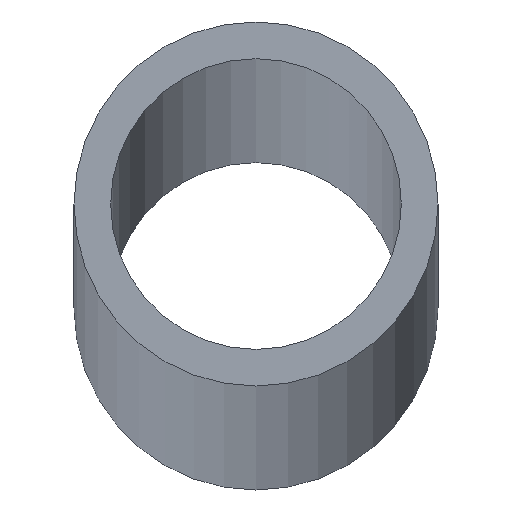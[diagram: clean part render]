
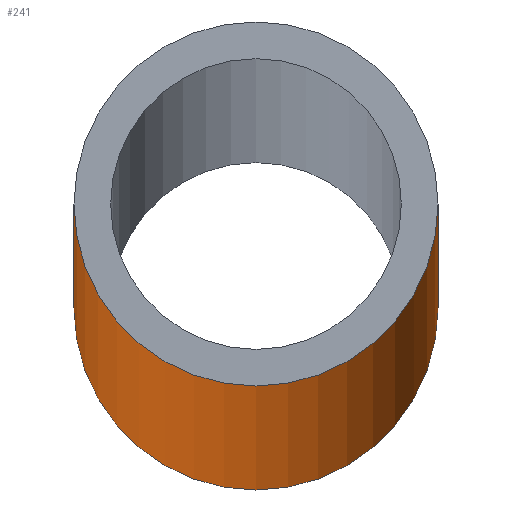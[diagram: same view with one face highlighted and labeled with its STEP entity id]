
A CAD part, top view. The second image highlights one B-rep face of the part: STEP entity #241.
In plain terms, the highlighted cylindrical face has radius 16.764 mm (diameter 33.528 mm), a partial arc.
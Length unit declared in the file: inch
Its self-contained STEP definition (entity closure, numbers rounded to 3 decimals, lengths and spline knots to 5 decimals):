
#7 = VERTEX_POINT ( 'NONE', #149 ) ;
#22 = VECTOR ( 'NONE', #123, 39.37008 ) ;
#29 = FACE_OUTER_BOUND ( 'NONE', #195, .T. ) ;
#31 = DIRECTION ( 'NONE',  ( 0., 0., 1. ) ) ;
#33 = CARTESIAN_POINT ( 'NONE',  ( 0.66, 0., 216. ) ) ;
#42 = ORIENTED_EDGE ( 'NONE', *, *, #147, .F. ) ;
#43 = CIRCLE ( 'NONE', #177, 0.66 ) ;
#48 = CARTESIAN_POINT ( 'NONE',  ( -0.66, 0., 216. ) ) ;
#53 = CYLINDRICAL_SURFACE ( 'NONE', #76, 0.66 ) ;
#63 = CARTESIAN_POINT ( 'NONE',  ( -0.66, 0., 0. ) ) ;
#65 = EDGE_CURVE ( 'NONE', #134, #79, #43, .T. ) ;
#66 = CARTESIAN_POINT ( 'NONE',  ( 0.66, 0., 0. ) ) ;
#73 = DIRECTION ( 'NONE',  ( -1., 0., 0. ) ) ;
#76 = AXIS2_PLACEMENT_3D ( 'NONE', #124, #165, #73 ) ;
#79 = VERTEX_POINT ( 'NONE', #66 ) ;
#86 = DIRECTION ( 'NONE',  ( 0., 0., -1. ) ) ;
#100 = ORIENTED_EDGE ( 'NONE', *, *, #211, .F. ) ;
#122 = DIRECTION ( 'NONE',  ( 1., 0., 0. ) ) ;
#123 = DIRECTION ( 'NONE',  ( 0., 0., -1. ) ) ;
#124 = CARTESIAN_POINT ( 'NONE',  ( 0., 0., 216. ) ) ;
#125 = AXIS2_PLACEMENT_3D ( 'NONE', #200, #182, #159 ) ;
#134 = VERTEX_POINT ( 'NONE', #63 ) ;
#135 = ORIENTED_EDGE ( 'NONE', *, *, #65, .T. ) ;
#139 = CARTESIAN_POINT ( 'NONE',  ( 0.66, 0., 216. ) ) ;
#147 = EDGE_CURVE ( 'NONE', #7, #153, #244, .T. ) ;
#149 = CARTESIAN_POINT ( 'NONE',  ( -0.66, 0., 216. ) ) ;
#153 = VERTEX_POINT ( 'NONE', #33 ) ;
#159 = DIRECTION ( 'NONE',  ( 1., 0., 0. ) ) ;
#165 = DIRECTION ( 'NONE',  ( 0., 0., -1. ) ) ;
#166 = ORIENTED_EDGE ( 'NONE', *, *, #225, .T. ) ;
#177 = AXIS2_PLACEMENT_3D ( 'NONE', #180, #31, #122 ) ;
#180 = CARTESIAN_POINT ( 'NONE',  ( 0., 0., 0. ) ) ;
#182 = DIRECTION ( 'NONE',  ( 0., 0., 1. ) ) ;
#195 = EDGE_LOOP ( 'NONE', ( #100, #42, #166, #135 ) ) ;
#196 = VECTOR ( 'NONE', #86, 39.37008 ) ;
#200 = CARTESIAN_POINT ( 'NONE',  ( 0., 0., 216. ) ) ;
#211 = EDGE_CURVE ( 'NONE', #153, #79, #224, .T. ) ;
#224 = LINE ( 'NONE', #139, #22 ) ;
#225 = EDGE_CURVE ( 'NONE', #7, #134, #226, .T. ) ;
#226 = LINE ( 'NONE', #48, #196 ) ;
#241 = ADVANCED_FACE ( 'NONE', ( #29 ), #53, .T. ) ;
#244 = CIRCLE ( 'NONE', #125, 0.66 ) ;
